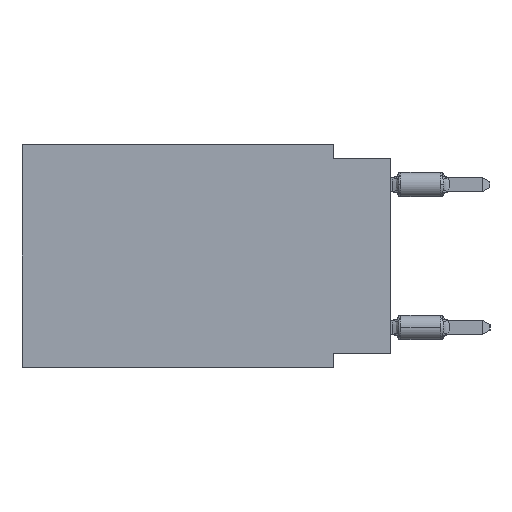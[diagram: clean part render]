
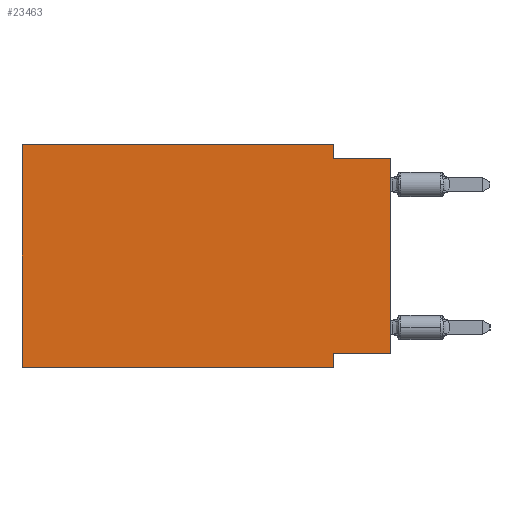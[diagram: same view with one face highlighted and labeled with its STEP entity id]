
A CAD part, left-side view. The second image highlights one B-rep face of the part: STEP entity #23463.
In plain terms, the highlighted planar face has unit normal (-1, 0, 0).
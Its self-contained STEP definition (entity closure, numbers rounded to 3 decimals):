
#1296 = CARTESIAN_POINT ( 'NONE',  ( 0., 2.54, 0. ) ) ;
#1952 = CARTESIAN_POINT ( 'NONE',  ( 0., 16.383, -9.906 ) ) ;
#2665 = DIRECTION ( 'NONE',  ( 0., 0., -1. ) ) ;
#2805 = EDGE_CURVE ( 'NONE', #8616, #13662, #26788, .T. ) ;
#3208 = VERTEX_POINT ( 'NONE', #38169 ) ;
#4026 = CARTESIAN_POINT ( 'NONE',  ( 0., 2.54, -9.906 ) ) ;
#4384 = ORIENTED_EDGE ( 'NONE', *, *, #2805, .T. ) ;
#5826 = ORIENTED_EDGE ( 'NONE', *, *, #34383, .F. ) ;
#6018 = CARTESIAN_POINT ( 'NONE',  ( 0., 0., -0.635 ) ) ;
#6424 = DIRECTION ( 'NONE',  ( 0., -1., 0. ) ) ;
#6426 = DIRECTION ( 'NONE',  ( 1., 0., 0. ) ) ;
#6620 = VECTOR ( 'NONE', #36166, 1000. ) ;
#7242 = VECTOR ( 'NONE', #22539, 1000. ) ;
#7826 = VERTEX_POINT ( 'NONE', #16268 ) ;
#8052 = DIRECTION ( 'NONE',  ( 0., 0., 1. ) ) ;
#8597 = VECTOR ( 'NONE', #23504, 1000. ) ;
#8616 = VERTEX_POINT ( 'NONE', #24405 ) ;
#8976 = EDGE_CURVE ( 'NONE', #7826, #21235, #33969, .T. ) ;
#9336 = ORIENTED_EDGE ( 'NONE', *, *, #17638, .F. ) ;
#9477 = VECTOR ( 'NONE', #30963, 1000. ) ;
#10175 = VECTOR ( 'NONE', #26197, 1000. ) ;
#11084 = CARTESIAN_POINT ( 'NONE',  ( 0., 16.383, 0. ) ) ;
#11494 = CARTESIAN_POINT ( 'NONE',  ( 0., 2.54, -9.906 ) ) ;
#13302 = ORIENTED_EDGE ( 'NONE', *, *, #22535, .T. ) ;
#13500 = CARTESIAN_POINT ( 'NONE',  ( 0., 16.383, 0. ) ) ;
#13662 = VERTEX_POINT ( 'NONE', #4026 ) ;
#14716 = LINE ( 'NONE', #36860, #27764 ) ;
#14879 = EDGE_CURVE ( 'NONE', #8616, #28101, #26475, .T. ) ;
#15653 = DIRECTION ( 'NONE',  ( 0., 0., -1. ) ) ;
#16268 = CARTESIAN_POINT ( 'NONE',  ( 0., 0., -9.271 ) ) ;
#16624 = EDGE_CURVE ( 'NONE', #30908, #3208, #37748, .T. ) ;
#17638 = EDGE_CURVE ( 'NONE', #3208, #36783, #14716, .T. ) ;
#17767 = CARTESIAN_POINT ( 'NONE',  ( 0., 0., 0. ) ) ;
#18362 = LINE ( 'NONE', #17767, #6620 ) ;
#18448 = EDGE_CURVE ( 'NONE', #21235, #13662, #35911, .T. ) ;
#18453 = ORIENTED_EDGE ( 'NONE', *, *, #14879, .F. ) ;
#19604 = FACE_OUTER_BOUND ( 'NONE', #25491, .T. ) ;
#21235 = VERTEX_POINT ( 'NONE', #26758 ) ;
#21941 = CARTESIAN_POINT ( 'NONE',  ( 0., 2.54, 0. ) ) ;
#22535 = EDGE_CURVE ( 'NONE', #7826, #36783, #18362, .T. ) ;
#22539 = DIRECTION ( 'NONE',  ( 0., 0., -1. ) ) ;
#23463 = ADVANCED_FACE ( 'NONE', ( #19604 ), #31801, .F. ) ;
#23504 = DIRECTION ( 'NONE',  ( 0., -1., 0. ) ) ;
#24093 = LINE ( 'NONE', #39307, #8597 ) ;
#24405 = CARTESIAN_POINT ( 'NONE',  ( 0., 16.383, -9.906 ) ) ;
#25491 = EDGE_LOOP ( 'NONE', ( #13302, #9336, #35655, #5826, #18453, #4384, #31101, #25963 ) ) ;
#25963 = ORIENTED_EDGE ( 'NONE', *, *, #8976, .F. ) ;
#26197 = DIRECTION ( 'NONE',  ( 0., -1., 0. ) ) ;
#26475 = LINE ( 'NONE', #13500, #34304 ) ;
#26758 = CARTESIAN_POINT ( 'NONE',  ( 0., 2.54, -9.271 ) ) ;
#26788 = LINE ( 'NONE', #1952, #10175 ) ;
#27375 = CARTESIAN_POINT ( 'NONE',  ( 0., 0., -9.271 ) ) ;
#27764 = VECTOR ( 'NONE', #6424, 1000. ) ;
#28101 = VERTEX_POINT ( 'NONE', #11084 ) ;
#29092 = AXIS2_PLACEMENT_3D ( 'NONE', #33464, #6426, #15653 ) ;
#30908 = VERTEX_POINT ( 'NONE', #21941 ) ;
#30963 = DIRECTION ( 'NONE',  ( 0., 1., 0. ) ) ;
#31101 = ORIENTED_EDGE ( 'NONE', *, *, #18448, .F. ) ;
#31651 = VECTOR ( 'NONE', #2665, 1000. ) ;
#31801 = PLANE ( 'NONE',  #29092 ) ;
#33464 = CARTESIAN_POINT ( 'NONE',  ( 0., 16.383, 0. ) ) ;
#33969 = LINE ( 'NONE', #27375, #9477 ) ;
#34304 = VECTOR ( 'NONE', #8052, 1000. ) ;
#34383 = EDGE_CURVE ( 'NONE', #28101, #30908, #24093, .T. ) ;
#35655 = ORIENTED_EDGE ( 'NONE', *, *, #16624, .F. ) ;
#35911 = LINE ( 'NONE', #11494, #31651 ) ;
#36166 = DIRECTION ( 'NONE',  ( 0., 0., 1. ) ) ;
#36783 = VERTEX_POINT ( 'NONE', #6018 ) ;
#36860 = CARTESIAN_POINT ( 'NONE',  ( 0., 0., -0.635 ) ) ;
#37748 = LINE ( 'NONE', #1296, #7242 ) ;
#38169 = CARTESIAN_POINT ( 'NONE',  ( 0., 2.54, -0.635 ) ) ;
#39307 = CARTESIAN_POINT ( 'NONE',  ( 0., 16.383, 0. ) ) ;
